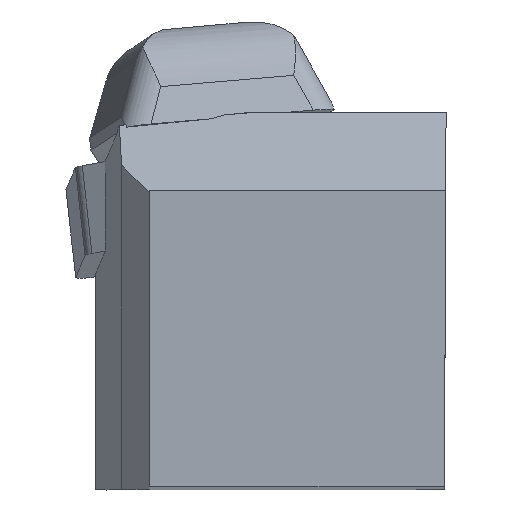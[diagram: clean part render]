
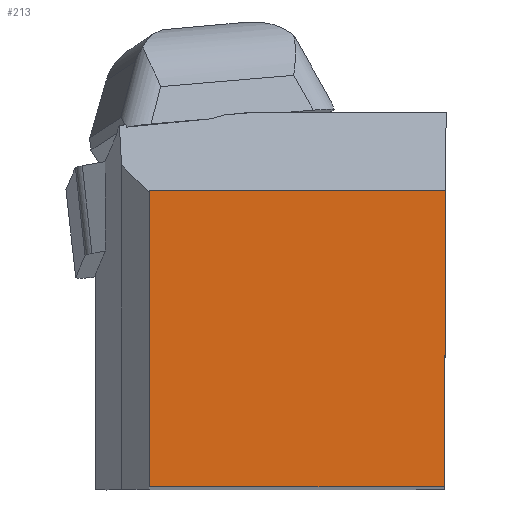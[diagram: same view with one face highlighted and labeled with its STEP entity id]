
A CAD part, top view. The second image highlights one B-rep face of the part: STEP entity #213.
In plain terms, the highlighted planar face has unit normal (0, 0, 1).
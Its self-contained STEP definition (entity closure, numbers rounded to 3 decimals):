
#148=FACE_OUTER_BOUND('',#610,.T.);
#213=ADVANCED_FACE('BLANK_BOXF006',(#148),#272,.F.);
#272=PLANE('',#1448);
#364=LINE('',#2108,#499);
#368=LINE('',#2114,#503);
#373=LINE('',#2124,#508);
#374=LINE('',#2126,#509);
#499=VECTOR('',#1666,1.);
#503=VECTOR('',#1672,1.);
#508=VECTOR('',#1681,1.);
#509=VECTOR('',#1682,1.);
#610=EDGE_LOOP('',(#785,#786,#787,#788));
#785=ORIENTED_EDGE('',*,*,#1221,.F.);
#786=ORIENTED_EDGE('',*,*,#1216,.F.);
#787=ORIENTED_EDGE('',*,*,#1212,.F.);
#788=ORIENTED_EDGE('',*,*,#1222,.F.);
#1076=VERTEX_POINT('',#2107);
#1077=VERTEX_POINT('',#2109);
#1078=VERTEX_POINT('',#2115);
#1081=VERTEX_POINT('',#2125);
#1212=EDGE_CURVE('',#1076,#1077,#364,.T.);
#1216=EDGE_CURVE('',#1077,#1078,#368,.T.);
#1221=EDGE_CURVE('',#1078,#1081,#373,.T.);
#1222=EDGE_CURVE('',#1081,#1076,#374,.T.);
#1448=AXIS2_PLACEMENT_3D('',#2127,#1683,#1684);
#1666=DIRECTION('',(-0.004,-1.,0.));
#1672=DIRECTION('',(-1.,0.,0.));
#1681=DIRECTION('',(0.,1.,0.));
#1682=DIRECTION('',(1.,0.,0.));
#1683=DIRECTION('',(0.,0.,-1.));
#1684=DIRECTION('',(-1.,0.,0.));
#2107=CARTESIAN_POINT('',(0.,15.875,0.));
#2108=CARTESIAN_POINT('',(0.421,112.349,0.));
#2109=CARTESIAN_POINT('',(-0.069,0.,0.));
#2114=CARTESIAN_POINT('',(112.35,0.,0.));
#2115=CARTESIAN_POINT('',(-15.875,0.,0.));
#2124=CARTESIAN_POINT('',(-15.875,-112.35,0.));
#2125=CARTESIAN_POINT('',(-15.875,15.875,0.));
#2126=CARTESIAN_POINT('',(-112.35,15.875,0.));
#2127=CARTESIAN_POINT('',(-31.35,-5.,0.));
